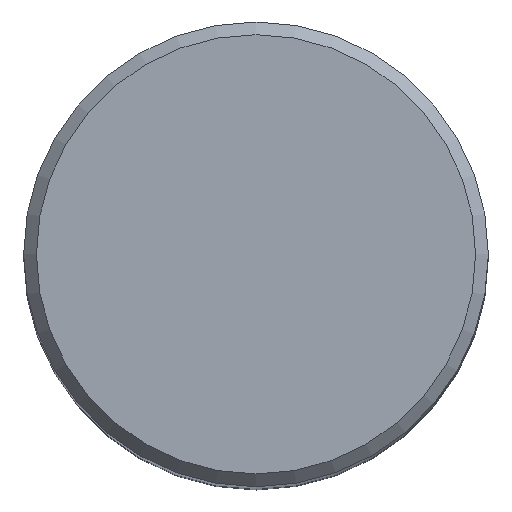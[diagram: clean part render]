
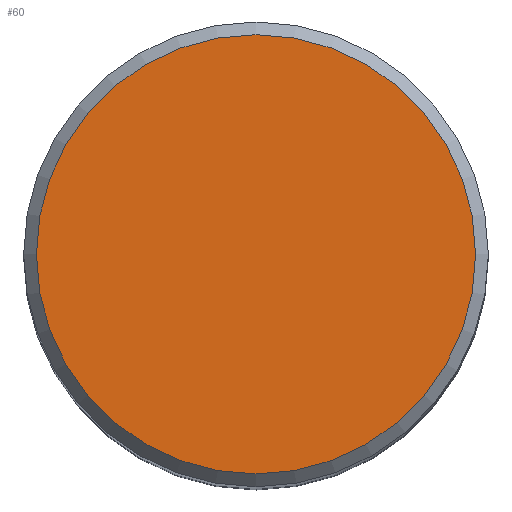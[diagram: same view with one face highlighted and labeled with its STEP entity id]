
A CAD part, top view. The second image highlights one B-rep face of the part: STEP entity #60.
In plain terms, the highlighted planar face has unit normal (0, 0, 1).
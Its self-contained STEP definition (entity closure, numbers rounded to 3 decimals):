
#52=PLANE('',#148);
#55=FACE_OUTER_BOUND('',#76,.T.);
#60=ADVANCED_FACE('',(#55),#52,.T.);
#76=EDGE_LOOP('',(#86));
#86=ORIENTED_EDGE('',*,*,#99,.F.);
#94=VERTEX_POINT('',#208);
#99=EDGE_CURVE('',#94,#94,#104,.T.);
#104=CIRCLE('',#145,10.503);
#145=AXIS2_PLACEMENT_3D('',#207,#165,#166);
#148=AXIS2_PLACEMENT_3D('',#212,#171,#172);
#165=DIRECTION('',(0.,0.,-1.));
#166=DIRECTION('',(-1.,0.,0.));
#171=DIRECTION('',(0.,0.,1.));
#172=DIRECTION('',(1.,0.,0.));
#207=CARTESIAN_POINT('',(0.,0.,0.));
#208=CARTESIAN_POINT('',(-10.503,0.,0.));
#212=CARTESIAN_POINT('',(10.503,0.,0.));
